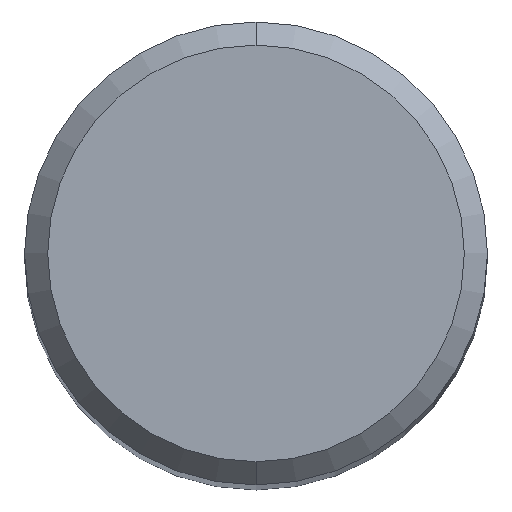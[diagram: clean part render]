
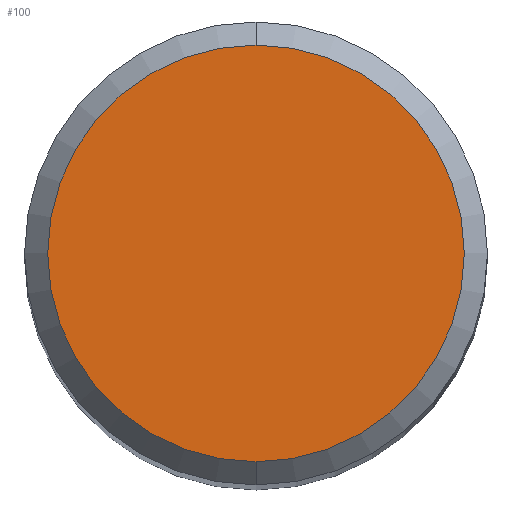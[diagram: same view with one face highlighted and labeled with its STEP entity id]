
A CAD part, top view. The second image highlights one B-rep face of the part: STEP entity #100.
In plain terms, the highlighted planar face has unit normal (0, 0, 1).
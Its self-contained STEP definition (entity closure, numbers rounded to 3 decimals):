
#100=ADVANCED_FACE('',(#245),#246,.T.);
#110=EDGE_CURVE('',#132,#198,#257,.T.);
#132=VERTEX_POINT('',#282);
#198=VERTEX_POINT('',#357);
#206=EDGE_CURVE('',#198,#132,#366,.T.);
#245=FACE_OUTER_BOUND('',#401,.T.);
#246=PLANE('',#402);
#257=CIRCLE('',#416,4.5);
#282=CARTESIAN_POINT('',(0.,-4.5,0.0));
#357=CARTESIAN_POINT('',(0.0,4.5,0.0));
#366=CIRCLE('',#553,4.5);
#401=EDGE_LOOP('',(#583,#584));
#402=AXIS2_PLACEMENT_3D('',#585,#586,#587);
#416=AXIS2_PLACEMENT_3D('',#597,#598,#599);
#553=AXIS2_PLACEMENT_3D('',#735,#736,#737);
#583=ORIENTED_EDGE('',*,*,#206,.F.);
#584=ORIENTED_EDGE('',*,*,#110,.F.);
#585=CARTESIAN_POINT('',(0.0,2.25,0.0));
#586=DIRECTION('',(-0.0,0.0,1.0));
#587=DIRECTION('',(0.0,-1.0,0.0));
#597=CARTESIAN_POINT('',(0.0,0.0,0.0));
#598=DIRECTION('',(0.0,0.0,-1.0));
#599=DIRECTION('',(0.0,1.0,0.0));
#735=CARTESIAN_POINT('',(0.0,0.0,0.0));
#736=DIRECTION('',(0.0,0.0,-1.0));
#737=DIRECTION('',(0.0,1.0,0.0));
